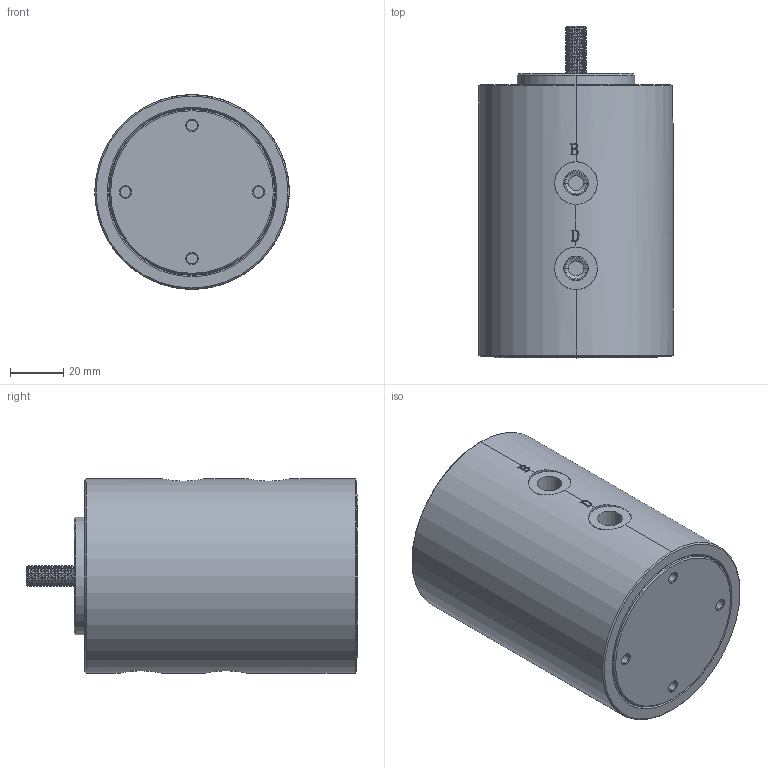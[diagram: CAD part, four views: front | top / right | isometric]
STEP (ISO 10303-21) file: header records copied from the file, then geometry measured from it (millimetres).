
FILE_DESCRIPTION (( 'STEP AP214' ), '1' );
FILE_NAME ('CRB-4.STEP', '2021-03-23T06:38:58', ( 'PC' ), ( '' ), 'SwSTEP 2.0', 'SolidWorks 2016', '' );
FILE_SCHEMA (( 'AUTOMOTIVE_DESIGN' ));
Length unit declared in the file: millimetre
Products named in the file (1): CRB-4
Bounding box: 73 x 124.5 x 73 mm (x, y, z)
Volume: 423508.1 mm3; surface area: 43678.5 mm2
Topology: 1 solids, 1 shells, 374 faces, 959 edges, 616 vertices
Faces by surface type: plane 123, cylinder 119, bspline 81, cone 51
Entity records: 22584 total; most frequent: CARTESIAN_POINT 14327, ORIENTED_EDGE 1898, DIRECTION 1410, EDGE_CURVE 949, VERTEX_POINT 616, AXIS2_PLACEMENT_3D 505, EDGE_LOOP 413, VECTOR 400
